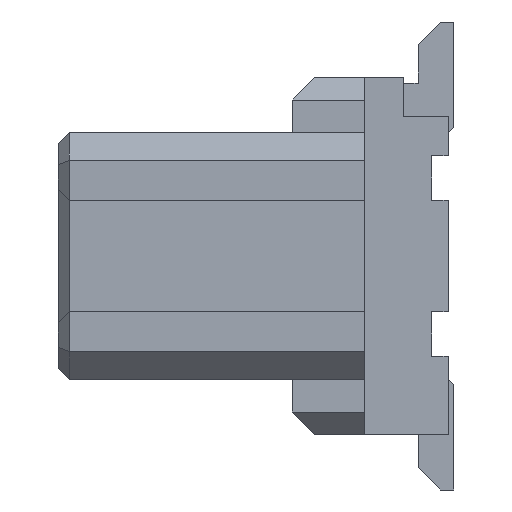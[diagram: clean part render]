
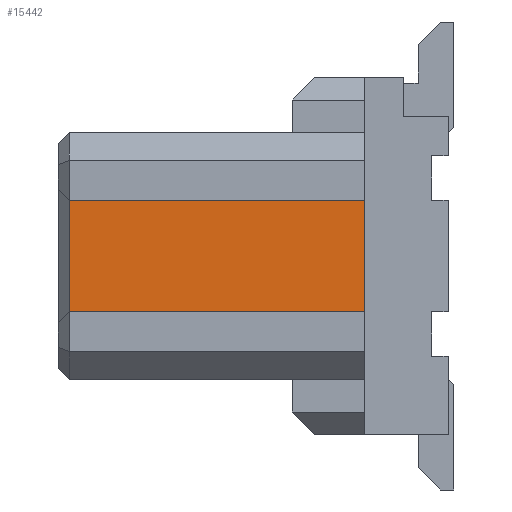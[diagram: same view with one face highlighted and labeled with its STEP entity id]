
A CAD part, left-side view. The second image highlights one B-rep face of the part: STEP entity #15442.
In plain terms, the highlighted planar face has unit normal (-1, 0, 0).
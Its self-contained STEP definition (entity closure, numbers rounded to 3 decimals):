
#1299=DIRECTION('',(0.,0.,-1.));
#1300=VECTOR('',#1299,1.);
#1301=CARTESIAN_POINT('',(-4.388,-1.375,0.5));
#1302=LINE('',#1301,#1300);
#3621=DIRECTION('',(0.,-1.,0.));
#3622=VECTOR('',#3621,2.65);
#3623=CARTESIAN_POINT('',(-4.388,1.275,-0.5));
#3624=LINE('',#3623,#3622);
#3645=DIRECTION('',(0.,0.,1.));
#3646=VECTOR('',#3645,1.);
#3647=CARTESIAN_POINT('',(-4.388,1.275,-0.5));
#3648=LINE('',#3647,#3646);
#3649=DIRECTION('',(0.,-1.,0.));
#3650=VECTOR('',#3649,2.65);
#3651=CARTESIAN_POINT('',(-4.388,1.275,0.5));
#3652=LINE('',#3651,#3650);
#8523=CARTESIAN_POINT('',(-4.388,-1.375,0.5));
#8524=CARTESIAN_POINT('',(-4.388,-1.375,-0.5));
#8525=VERTEX_POINT('',#8523);
#8526=VERTEX_POINT('',#8524);
#8717=CARTESIAN_POINT('',(-4.388,1.275,-0.5));
#8718=CARTESIAN_POINT('',(-4.388,1.275,0.5));
#8719=VERTEX_POINT('',#8717);
#8720=VERTEX_POINT('',#8718);
#15431=CARTESIAN_POINT('',(-4.388,1.375,0.5));
#15432=DIRECTION('',(1.,0.,0.));
#15433=DIRECTION('',(0.,0.,-1.));
#15434=AXIS2_PLACEMENT_3D('',#15431,#15432,#15433);
#15435=PLANE('',#15434);
#15436=ORIENTED_EDGE('',*,*,#15386,.T.);
#15437=ORIENTED_EDGE('',*,*,#15426,.T.);
#15438=ORIENTED_EDGE('',*,*,#12145,.T.);
#15439=ORIENTED_EDGE('',*,*,#15358,.F.);
#15440=EDGE_LOOP('',(#15436,#15437,#15438,#15439));
#15441=FACE_OUTER_BOUND('',#15440,.F.);
#15442=ADVANCED_FACE('',(#15441),#15435,.F.);
#12145=EDGE_CURVE('',#8525,#8526,#1302,.T.);
#15358=EDGE_CURVE('',#8719,#8526,#3624,.T.);
#15386=EDGE_CURVE('',#8719,#8720,#3648,.T.);
#15426=EDGE_CURVE('',#8720,#8525,#3652,.T.);
